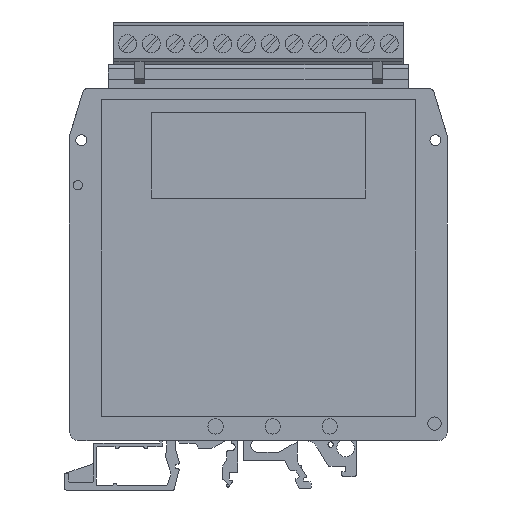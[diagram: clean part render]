
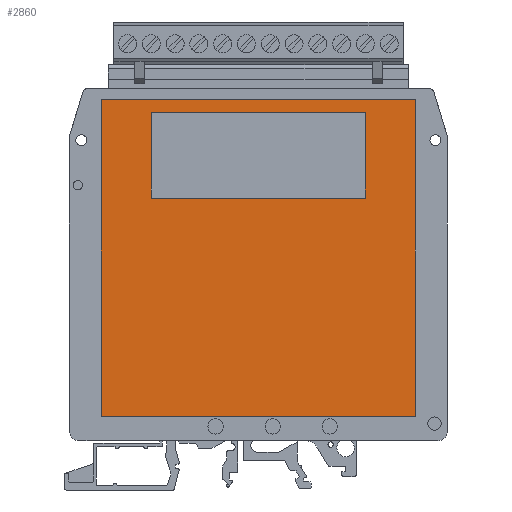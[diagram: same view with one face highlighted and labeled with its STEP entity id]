
A CAD part, front view. The second image highlights one B-rep face of the part: STEP entity #2860.
In plain terms, the highlighted planar face has unit normal (0, -1, 0).
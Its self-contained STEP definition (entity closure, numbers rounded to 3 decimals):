
#349 = DIRECTION ( 'NONE',  ( 1., 0., 0. ) ) ;
#913 = LINE ( 'NONE', #13942, #19075 ) ;
#942 = VERTEX_POINT ( 'NONE', #10989 ) ;
#2194 = ORIENTED_EDGE ( 'NONE', *, *, #9978, .F. ) ;
#2467 = EDGE_CURVE ( 'NONE', #5822, #27777, #5528, .T. ) ;
#2860 = ADVANCED_FACE ( 'NONE', ( #17759, #24730 ), #20226, .F. ) ;
#2862 = CARTESIAN_POINT ( 'NONE',  ( 33., -12.4, 71.7 ) ) ;
#4063 = VECTOR ( 'NONE', #28544, 1000. ) ;
#5528 = LINE ( 'NONE', #11766, #20857 ) ;
#5822 = VERTEX_POINT ( 'NONE', #2862 ) ;
#6556 = CARTESIAN_POINT ( 'NONE',  ( -22.5, -12.4, 71.7 ) ) ;
#7018 = LINE ( 'NONE', #26726, #13435 ) ;
#7976 = CARTESIAN_POINT ( 'NONE',  ( 22.5, -12.4, 71.7 ) ) ;
#8216 = VERTEX_POINT ( 'NONE', #20707 ) ;
#8729 = CARTESIAN_POINT ( 'NONE',  ( -22.5, -12.4, 69. ) ) ;
#9160 = EDGE_LOOP ( 'NONE', ( #13202, #2194, #11645, #26855 ) ) ;
#9514 = EDGE_CURVE ( 'NONE', #12267, #942, #21268, .T. ) ;
#9978 = EDGE_CURVE ( 'NONE', #21106, #12267, #7018, .T. ) ;
#10979 = EDGE_CURVE ( 'NONE', #17054, #8216, #11279, .T. ) ;
#10980 = CARTESIAN_POINT ( 'NONE',  ( -33., -12.4, 69. ) ) ;
#10989 = CARTESIAN_POINT ( 'NONE',  ( 22.5, -12.4, 69. ) ) ;
#11184 = ORIENTED_EDGE ( 'NONE', *, *, #16306, .T. ) ;
#11260 = DIRECTION ( 'NONE',  ( 0., 1., 0. ) ) ;
#11279 = LINE ( 'NONE', #20383, #11919 ) ;
#11367 = CARTESIAN_POINT ( 'NONE',  ( -33., -12.4, 71.7 ) ) ;
#11405 = DIRECTION ( 'NONE',  ( 0., 0., 1. ) ) ;
#11645 = ORIENTED_EDGE ( 'NONE', *, *, #15160, .F. ) ;
#11766 = CARTESIAN_POINT ( 'NONE',  ( -33., -12.4, 71.7 ) ) ;
#11839 = DIRECTION ( 'NONE',  ( 0., 0., -1. ) ) ;
#11904 = DIRECTION ( 'NONE',  ( -1., 0., 0. ) ) ;
#11919 = VECTOR ( 'NONE', #349, 1000. ) ;
#12267 = VERTEX_POINT ( 'NONE', #18371 ) ;
#12327 = EDGE_LOOP ( 'NONE', ( #21458, #11184, #19449, #19414 ) ) ;
#13202 = ORIENTED_EDGE ( 'NONE', *, *, #9514, .F. ) ;
#13204 = CARTESIAN_POINT ( 'NONE',  ( -33., -12.4, 71.7 ) ) ;
#13222 = VECTOR ( 'NONE', #16941, 1000. ) ;
#13435 = VECTOR ( 'NONE', #15962, 1000. ) ;
#13735 = LINE ( 'NONE', #20311, #21550 ) ;
#13942 = CARTESIAN_POINT ( 'NONE',  ( -33., -12.4, 5.1 ) ) ;
#14905 = VECTOR ( 'NONE', #24495, 1000. ) ;
#15160 = EDGE_CURVE ( 'NONE', #15734, #21106, #17812, .T. ) ;
#15734 = VERTEX_POINT ( 'NONE', #8729 ) ;
#15735 = LINE ( 'NONE', #10980, #4063 ) ;
#15962 = DIRECTION ( 'NONE',  ( 1., 0., 0. ) ) ;
#16111 = DIRECTION ( 'NONE',  ( 0., 0., 1. ) ) ;
#16306 = EDGE_CURVE ( 'NONE', #27777, #17054, #913, .T. ) ;
#16941 = DIRECTION ( 'NONE',  ( 0., 0., 1. ) ) ;
#17054 = VERTEX_POINT ( 'NONE', #23298 ) ;
#17759 = FACE_OUTER_BOUND ( 'NONE', #12327, .T. ) ;
#17812 = LINE ( 'NONE', #6556, #14905 ) ;
#18371 = CARTESIAN_POINT ( 'NONE',  ( 22.5, -12.4, 51. ) ) ;
#18811 = EDGE_CURVE ( 'NONE', #8216, #5822, #13735, .T. ) ;
#19075 = VECTOR ( 'NONE', #11839, 1000. ) ;
#19414 = ORIENTED_EDGE ( 'NONE', *, *, #18811, .T. ) ;
#19449 = ORIENTED_EDGE ( 'NONE', *, *, #10979, .T. ) ;
#20226 = PLANE ( 'NONE',  #26506 ) ;
#20311 = CARTESIAN_POINT ( 'NONE',  ( 33., -12.4, 5.1 ) ) ;
#20383 = CARTESIAN_POINT ( 'NONE',  ( 33., -12.4, 5.1 ) ) ;
#20707 = CARTESIAN_POINT ( 'NONE',  ( 33., -12.4, 5.1 ) ) ;
#20857 = VECTOR ( 'NONE', #11904, 1000. ) ;
#21106 = VERTEX_POINT ( 'NONE', #26833 ) ;
#21268 = LINE ( 'NONE', #7976, #13222 ) ;
#21458 = ORIENTED_EDGE ( 'NONE', *, *, #2467, .T. ) ;
#21550 = VECTOR ( 'NONE', #16111, 1000. ) ;
#22860 = EDGE_CURVE ( 'NONE', #942, #15734, #15735, .T. ) ;
#23298 = CARTESIAN_POINT ( 'NONE',  ( -33., -12.4, 5.1 ) ) ;
#24495 = DIRECTION ( 'NONE',  ( 0., 0., -1. ) ) ;
#24730 = FACE_BOUND ( 'NONE', #9160, .T. ) ;
#26506 = AXIS2_PLACEMENT_3D ( 'NONE', #13204, #11260, #11405 ) ;
#26726 = CARTESIAN_POINT ( 'NONE',  ( -33., -12.4, 51. ) ) ;
#26833 = CARTESIAN_POINT ( 'NONE',  ( -22.5, -12.4, 51. ) ) ;
#26855 = ORIENTED_EDGE ( 'NONE', *, *, #22860, .F. ) ;
#27777 = VERTEX_POINT ( 'NONE', #11367 ) ;
#28544 = DIRECTION ( 'NONE',  ( -1., 0., 0. ) ) ;
